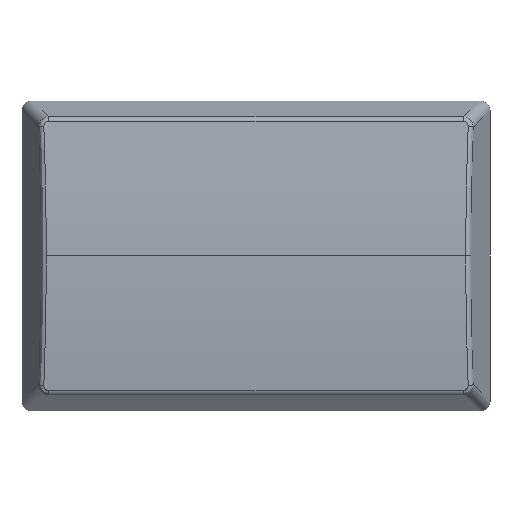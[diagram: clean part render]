
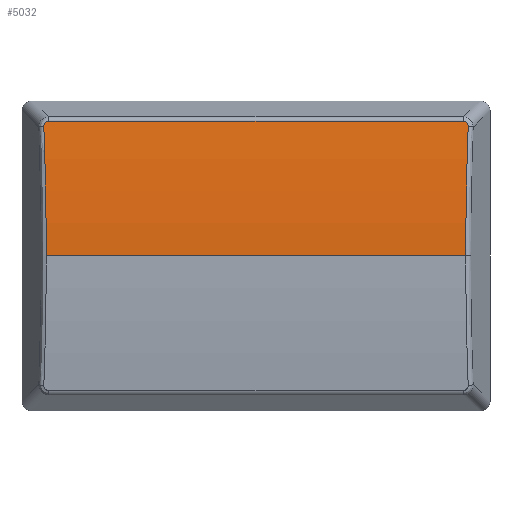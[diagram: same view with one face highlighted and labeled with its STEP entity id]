
A CAD part, top view. The second image highlights one B-rep face of the part: STEP entity #5032.
In plain terms, the highlighted cylindrical face has radius 138.652 mm (diameter 277.303 mm), a partial arc.
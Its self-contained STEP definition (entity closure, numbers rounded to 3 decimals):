
#4949=CARTESIAN_POINT('',(-154.387,152.875,-131.152));
#4950=DIRECTION('',(-1.,0.,0.));
#4951=DIRECTION('',(0.,0.,1.));
#4952=AXIS2_PLACEMENT_3D('',#4949,#4950,#4951);
#4953=CYLINDRICAL_SURFACE('',#4952,138.652);
#4954=CARTESIAN_POINT('',(-206.256,152.875,7.5));
#4955=VERTEX_POINT('',#4954);
#4956=CARTESIAN_POINT('',(-155.694,152.875,7.5));
#4957=VERTEX_POINT('',#4956);
#4958=CARTESIAN_POINT('',(-206.256,152.875,7.5));
#4959=DIRECTION('',(1.,-0.,-0.));
#4960=VECTOR('',#4959,50.561);
#4961=LINE('',#4958,#4960);
#4962=EDGE_CURVE('',#4955,#4957,#4961,.T.);
#4963=ORIENTED_EDGE('',*,*,#4962,.T.);
#4964=CARTESIAN_POINT('',(-155.406,168.477,6.619));
#4965=VERTEX_POINT('',#4964);
#4966=CARTESIAN_POINT('',(-110.291,152.875,-131.152));
#4967=DIRECTION('',(-0.95,-0.,-0.311));
#4968=DIRECTION('',(-0.311,0.,0.95));
#4969=AXIS2_PLACEMENT_3D('',#4966,#4967,#4968);
#4970=ELLIPSE('',#4969,145.896,138.652);
#4971=EDGE_CURVE('',#4957,#4965,#4970,.T.);
#4972=ORIENTED_EDGE('',*,*,#4971,.T.);
#4973=CARTESIAN_POINT('',(-155.979,169.096,6.548));
#4974=VERTEX_POINT('',#4973);
#4975=CARTESIAN_POINT('',(-155.406,168.477,6.619));
#4976=CARTESIAN_POINT('',(-155.403,168.556,6.61));
#4977=CARTESIAN_POINT('',(-155.414,168.635,6.601));
#4978=CARTESIAN_POINT('',(-155.439,168.71,6.593));
#4979=CARTESIAN_POINT('',(-155.451,168.747,6.588));
#4980=CARTESIAN_POINT('',(-155.467,168.783,6.584));
#4981=CARTESIAN_POINT('',(-155.487,168.817,6.58));
#4982=CARTESIAN_POINT('',(-155.506,168.851,6.577));
#4983=CARTESIAN_POINT('',(-155.53,168.884,6.573));
#4984=CARTESIAN_POINT('',(-155.556,168.913,6.569));
#4985=CARTESIAN_POINT('',(-155.583,168.942,6.566));
#4986=CARTESIAN_POINT('',(-155.612,168.968,6.563));
#4987=CARTESIAN_POINT('',(-155.644,168.991,6.56));
#4988=CARTESIAN_POINT('',(-155.676,169.014,6.557));
#4989=CARTESIAN_POINT('',(-155.711,169.034,6.555));
#4990=CARTESIAN_POINT('',(-155.747,169.049,6.553));
#4991=CARTESIAN_POINT('',(-155.82,169.08,6.55));
#4992=CARTESIAN_POINT('',(-155.899,169.096,6.548));
#4993=CARTESIAN_POINT('',(-155.979,169.096,6.548));
#4994=B_SPLINE_CURVE_WITH_KNOTS('',3,(#4975,#4976,#4977,#4978,#4979,#4980,#4981,#4982,#4983,#4984,#4985,#4986,#4987,#4988,#4989,#4990,#4991,#4992,#4993),.UNSPECIFIED.,.F.,.F.,(4,3,3,3,3,3,4),(0.,0.,0.,0.,0.001,0.001,0.001),.UNSPECIFIED.);
#4995=EDGE_CURVE('',#4965,#4974,#4994,.T.);
#4996=ORIENTED_EDGE('',*,*,#4995,.T.);
#4997=CARTESIAN_POINT('',(-205.971,169.096,6.548));
#4998=VERTEX_POINT('',#4997);
#4999=CARTESIAN_POINT('',(-155.979,169.096,6.548));
#5000=DIRECTION('',(-1.,0.,0.));
#5001=VECTOR('',#5000,49.993);
#5002=LINE('',#4999,#5001);
#5003=EDGE_CURVE('',#4974,#4998,#5002,.T.);
#5004=ORIENTED_EDGE('',*,*,#5003,.T.);
#5005=CARTESIAN_POINT('',(-206.544,168.477,6.619));
#5006=VERTEX_POINT('',#5005);
#5007=CARTESIAN_POINT('',(-205.971,169.096,6.548));
#5008=CARTESIAN_POINT('',(-206.051,169.096,6.548));
#5009=CARTESIAN_POINT('',(-206.13,169.081,6.55));
#5010=CARTESIAN_POINT('',(-206.202,169.05,6.553));
#5011=CARTESIAN_POINT('',(-206.275,169.019,6.557));
#5012=CARTESIAN_POINT('',(-206.341,168.972,6.562));
#5013=CARTESIAN_POINT('',(-206.393,168.913,6.569));
#5014=CARTESIAN_POINT('',(-206.446,168.855,6.576));
#5015=CARTESIAN_POINT('',(-206.486,168.785,6.584));
#5016=CARTESIAN_POINT('',(-206.511,168.71,6.593));
#5017=CARTESIAN_POINT('',(-206.536,168.636,6.601));
#5018=CARTESIAN_POINT('',(-206.547,168.556,6.61));
#5019=CARTESIAN_POINT('',(-206.544,168.477,6.619));
#5020=B_SPLINE_CURVE_WITH_KNOTS('',3,(#5007,#5008,#5009,#5010,#5011,#5012,#5013,#5014,#5015,#5016,#5017,#5018,#5019),.UNSPECIFIED.,.F.,.F.,(4,3,3,3,4),(0.,0.,0.,0.001,0.001),.UNSPECIFIED.);
#5021=EDGE_CURVE('',#4998,#5006,#5020,.T.);
#5022=ORIENTED_EDGE('',*,*,#5021,.T.);
#5023=CARTESIAN_POINT('',(-251.659,152.875,-131.152));
#5024=DIRECTION('',(0.95,-0.,-0.311));
#5025=DIRECTION('',(-0.311,0.,-0.95));
#5026=AXIS2_PLACEMENT_3D('',#5023,#5024,#5025);
#5027=ELLIPSE('',#5026,145.896,138.652);
#5028=EDGE_CURVE('',#5006,#4955,#5027,.T.);
#5029=ORIENTED_EDGE('',*,*,#5028,.T.);
#5030=EDGE_LOOP('',(#4963,#4972,#4996,#5004,#5022,#5029));
#5031=FACE_BOUND('',#5030,.T.);
#5032=ADVANCED_FACE('',(#5031),#4953,.T.);
